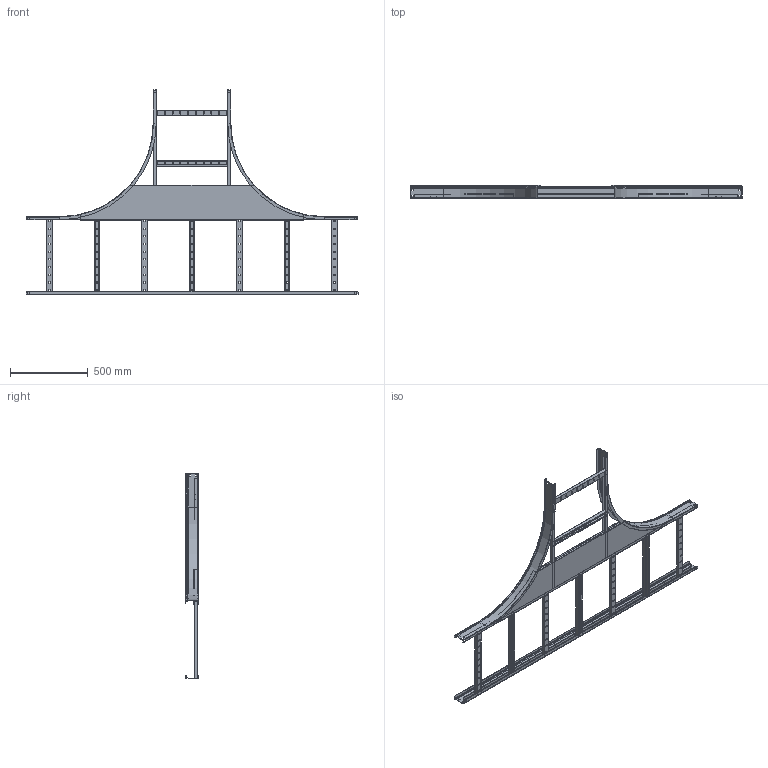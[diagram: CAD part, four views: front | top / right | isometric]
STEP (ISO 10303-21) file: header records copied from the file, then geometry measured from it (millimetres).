
FILE_DESCRIPTION (( 'STEP AP214' ), '1' );
FILE_NAME ('CRT05-4--08 (80x500).STEP', '2021-03-10T07:02:13', ( '' ), ( '' ), 'SwSTEP 2.0', 'SolidWorks 2017', '' );
FILE_SCHEMA (( 'AUTOMOTIVE_DESIGN' ));
Length unit declared in the file: millimetre
Products named in the file (10): 岓臍 195.02.01 呧翲歑鍙 摳賧禖嶱隬_00_-01; ÊÈÂÀ 195.02.03 Ïëàíêà ïîïåðå÷íàÿ_îö_00_-03; ÊÈÂÀ 195.04.01 Ëîíæåðîí ïðÿìîé_îö_00_-08; 195.04.02_Ïëàñòèíà ñîåäèíèòåëüíàÿ_îö_00_-03 (2084); 岓臍 195.02.20 冓憵 600_隬_00_-03 (500); 岓臍 195.04.10 捘 冓憵_隬_00_-03 (2084x500); ÊÈÂÀ 195.01.03_Ïëàíêà ïîïåðå÷íàÿ_00_-03; ÊÈÂÀ 195.02.05 Ï-ïðîôèëü_îö_00_668.2; CRT05-4--08 (80x500); ÊÈÂÀ 195.04.04 Ï-ïðîôèëü_îö_00_-04 (2084)
Assembly tree (20 placements, depth 3):
  CRT05-4--08 (80x500)
    岓臍 195.04.10 捘 冓憵_隬_00_-03 (2084x500)
      ÊÈÂÀ 195.04.04 Ï-ïðîôèëü_îö_00_-04 (2084)  x2
      ÊÈÂÀ 195.01.03_Ïëàíêà ïîïåðå÷íàÿ_00_-03  x7
    195.04.02_Ïëàñòèíà ñîåäèíèòåëüíàÿ_îö_00_-03 (2084)  x2
    岓臍 195.02.20 冓憵 600_隬_00_-03 (500)
      ÊÈÂÀ 195.02.05 Ï-ïðîôèëü_îö_00_668.2  x2
      ÊÈÂÀ 195.02.03 Ïëàíêà ïîïåðå÷íàÿ_îö_00_-03  x2
    岓臍 195.02.01 呧翲歑鍙 摳賧禖嶱隬_00_-01  x2
    ÊÈÂÀ 195.04.01 Ëîíæåðîí ïðÿìîé_îö_00_-08
Bounding box: 2134 x 81.3 x 1317 mm (x, y, z)
Volume: 2254218.4 mm3; surface area: 3809473 mm2
Topology: 18 solids, 18 shells, 1246 faces, 3358 edges, 2148 vertices
Faces by surface type: plane 902, cylinder 316, torus 20, cone 8
Entity records: 15192 total; most frequent: CARTESIAN_POINT 2575, DIRECTION 2544, ORIENTED_EDGE 2524, EDGE_CURVE 1262, LINE 990, VECTOR 990, VERTEX_POINT 792, AXIS2_PLACEMENT_3D 777
